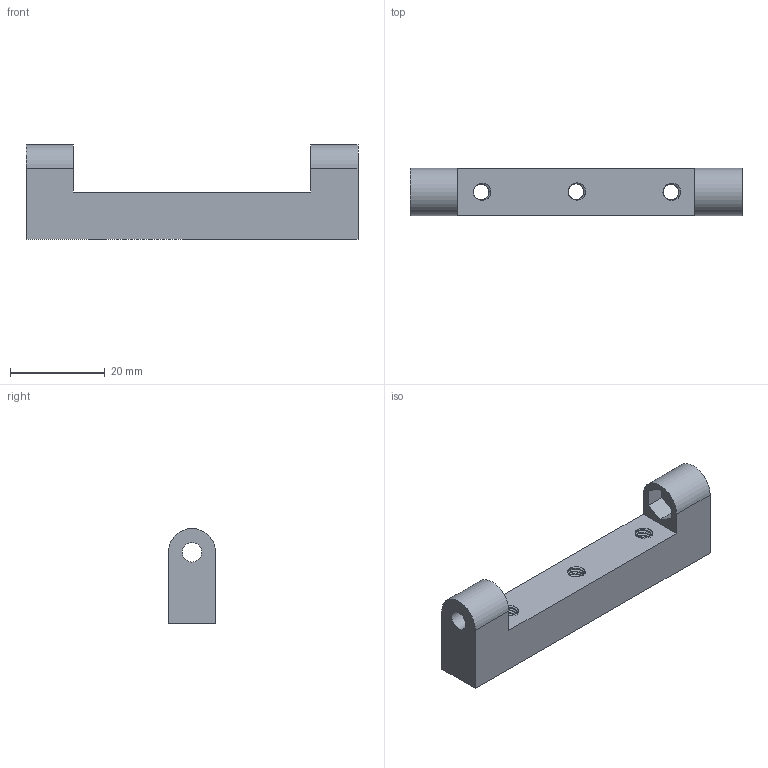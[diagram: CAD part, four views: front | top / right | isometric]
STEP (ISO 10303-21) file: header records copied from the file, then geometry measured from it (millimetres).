
FILE_DESCRIPTION(/* description */ (''),/* implementation_level */ '2;1');
FILE_NAME(/* name */ 'CHARNIERE FINALE v1.step',/* time_stamp */ '2022-03-03T20:26:00+01:00',/* author */ (''),/* organization */ (''),/* preprocessor_version */ 'ST-DEVELOPER v18.1',/* originating_system */ 'Autodesk Translation Framework v10.13.0.1454',/* authorisation */ '');
FILE_SCHEMA (('AUTOMOTIVE_DESIGN { 1 0 10303 214 3 1 1 }'));
Length unit declared in the file: millimetre
Products named in the file (1): CHARNIERE FINALE
Bounding box: 70 x 10 x 20 mm (x, y, z)
Volume: 7996.1 mm3; surface area: 4466.4 mm2
Topology: 1 solids, 1 shells, 125 faces, 363 edges, 242 vertices
Faces by surface type: cylinder 97, plane 22, bspline 6
Full cylindrical faces by diameter (mm): 3.332 x21, 4.1 x2, 4.109 x12
Entity records: 9645 total; most frequent: CARTESIAN_POINT 6671, ORIENTED_EDGE 726, DIRECTION 431, EDGE_CURVE 363, VERTEX_POINT 242, B_SPLINE_CURVE_WITH_KNOTS 195, LINE 145, VECTOR 145
